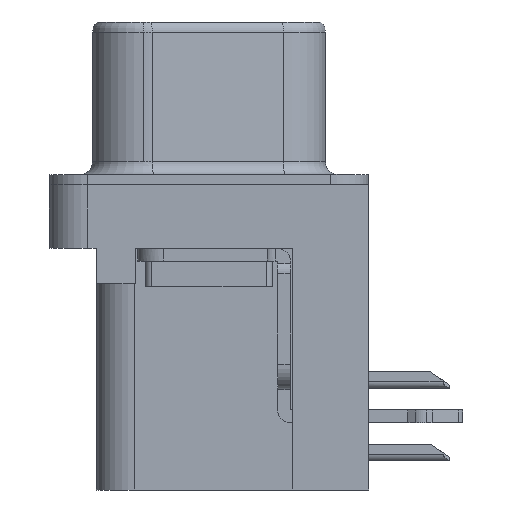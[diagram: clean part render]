
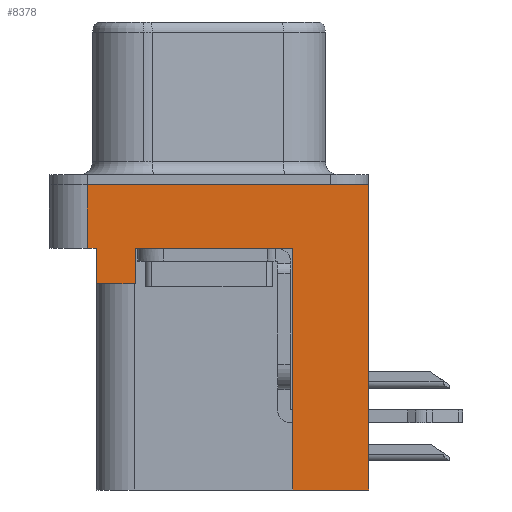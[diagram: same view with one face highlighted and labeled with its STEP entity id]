
A CAD part, left-side view. The second image highlights one B-rep face of the part: STEP entity #8378.
In plain terms, the highlighted planar face has unit normal (-1, 0, 0).
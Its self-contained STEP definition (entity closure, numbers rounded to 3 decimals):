
#192 = VERTEX_POINT ( 'NONE', #7954 ) ;
#278 = LINE ( 'NONE', #15445, #16627 ) ;
#294 = CARTESIAN_POINT ( 'NONE',  ( -2.935, -6.275, -12. ) ) ;
#535 = EDGE_CURVE ( 'NONE', #1892, #5098, #12668, .T. ) ;
#547 = VECTOR ( 'NONE', #3361, 1000. ) ;
#884 = VECTOR ( 'NONE', #7071, 1000. ) ;
#1208 = CARTESIAN_POINT ( 'NONE',  ( -2.935, -6.275, -2.5 ) ) ;
#1638 = CARTESIAN_POINT ( 'NONE',  ( -2.935, -6.275, 0. ) ) ;
#1680 = EDGE_CURVE ( 'NONE', #10829, #192, #11157, .T. ) ;
#1827 = VECTOR ( 'NONE', #17244, 1000. ) ;
#1892 = VERTEX_POINT ( 'NONE', #294 ) ;
#2268 = VERTEX_POINT ( 'NONE', #7686 ) ;
#2364 = LINE ( 'NONE', #16393, #13668 ) ;
#2463 = EDGE_CURVE ( 'NONE', #13384, #11346, #4285, .T. ) ;
#2517 = ORIENTED_EDGE ( 'NONE', *, *, #2463, .T. ) ;
#2550 = CARTESIAN_POINT ( 'NONE',  ( -2.935, -3.295, -12. ) ) ;
#2744 = AXIS2_PLACEMENT_3D ( 'NONE', #10722, #17310, #6494 ) ;
#3103 = EDGE_CURVE ( 'NONE', #5098, #11346, #6548, .T. ) ;
#3165 = CARTESIAN_POINT ( 'NONE',  ( -2.935, 4.775, -2.5 ) ) ;
#3361 = DIRECTION ( 'NONE',  ( 0., 1., 0. ) ) ;
#3531 = LINE ( 'NONE', #11823, #1827 ) ;
#3635 = CARTESIAN_POINT ( 'NONE',  ( -2.935, 4.425, -3.9 ) ) ;
#3699 = CARTESIAN_POINT ( 'NONE',  ( -2.935, -6.275, 0. ) ) ;
#4010 = LINE ( 'NONE', #1638, #5878 ) ;
#4156 = EDGE_CURVE ( 'NONE', #2268, #13893, #4010, .T. ) ;
#4285 = LINE ( 'NONE', #12127, #11557 ) ;
#4584 = VECTOR ( 'NONE', #15544, 1000. ) ;
#4896 = VECTOR ( 'NONE', #9329, 1000. ) ;
#5098 = VERTEX_POINT ( 'NONE', #2550 ) ;
#5771 = VECTOR ( 'NONE', #10391, 1000. ) ;
#5802 = ORIENTED_EDGE ( 'NONE', *, *, #6344, .F. ) ;
#5840 = EDGE_CURVE ( 'NONE', #9471, #13384, #3531, .T. ) ;
#5878 = VECTOR ( 'NONE', #8232, 1000. ) ;
#6084 = DIRECTION ( 'NONE',  ( 0., 0., 1. ) ) ;
#6344 = EDGE_CURVE ( 'NONE', #9471, #10829, #14583, .T. ) ;
#6431 = FACE_OUTER_BOUND ( 'NONE', #10890, .T. ) ;
#6458 = CARTESIAN_POINT ( 'NONE',  ( -2.935, 2.895, -3.9 ) ) ;
#6494 = DIRECTION ( 'NONE',  ( 0., 0., 1. ) ) ;
#6548 = LINE ( 'NONE', #12267, #884 ) ;
#6554 = ORIENTED_EDGE ( 'NONE', *, *, #9755, .T. ) ;
#7021 = CARTESIAN_POINT ( 'NONE',  ( -2.935, 2.895, -2.5 ) ) ;
#7071 = DIRECTION ( 'NONE',  ( 0., 0., 1. ) ) ;
#7417 = ORIENTED_EDGE ( 'NONE', *, *, #4156, .F. ) ;
#7549 = ORIENTED_EDGE ( 'NONE', *, *, #535, .F. ) ;
#7686 = CARTESIAN_POINT ( 'NONE',  ( -2.935, 4.775, 0. ) ) ;
#7790 = ORIENTED_EDGE ( 'NONE', *, *, #5840, .T. ) ;
#7954 = CARTESIAN_POINT ( 'NONE',  ( -2.935, 4.425, -2.5 ) ) ;
#8145 = DIRECTION ( 'NONE',  ( 0., -1., 0. ) ) ;
#8232 = DIRECTION ( 'NONE',  ( 0., -1., 0. ) ) ;
#8378 = ADVANCED_FACE ( 'NONE', ( #6431 ), #12016, .T. ) ;
#8942 = CARTESIAN_POINT ( 'NONE',  ( -2.935, 4.425, -3.9 ) ) ;
#9329 = DIRECTION ( 'NONE',  ( 0., 0., 1. ) ) ;
#9471 = VERTEX_POINT ( 'NONE', #6458 ) ;
#9755 = EDGE_CURVE ( 'NONE', #15499, #192, #2364, .T. ) ;
#9998 = CARTESIAN_POINT ( 'NONE',  ( -2.935, -3.295, -12. ) ) ;
#10311 = ORIENTED_EDGE ( 'NONE', *, *, #3103, .F. ) ;
#10391 = DIRECTION ( 'NONE',  ( 0., 0., 1. ) ) ;
#10683 = ORIENTED_EDGE ( 'NONE', *, *, #1680, .F. ) ;
#10722 = CARTESIAN_POINT ( 'NONE',  ( -2.935, -6.275, -2.5 ) ) ;
#10829 = VERTEX_POINT ( 'NONE', #3635 ) ;
#10890 = EDGE_LOOP ( 'NONE', ( #7417, #15823, #6554, #10683, #5802, #7790, #2517, #10311, #7549, #17184 ) ) ;
#10897 = DIRECTION ( 'NONE',  ( 0., -1., 0. ) ) ;
#11010 = EDGE_CURVE ( 'NONE', #1892, #13893, #11111, .T. ) ;
#11111 = LINE ( 'NONE', #1208, #4896 ) ;
#11157 = LINE ( 'NONE', #8942, #5771 ) ;
#11346 = VERTEX_POINT ( 'NONE', #15337 ) ;
#11557 = VECTOR ( 'NONE', #8145, 1000. ) ;
#11823 = CARTESIAN_POINT ( 'NONE',  ( -2.935, 2.895, -3.9 ) ) ;
#12016 = PLANE ( 'NONE',  #2744 ) ;
#12127 = CARTESIAN_POINT ( 'NONE',  ( -2.935, -6.275, -2.5 ) ) ;
#12267 = CARTESIAN_POINT ( 'NONE',  ( -2.935, -3.295, -12. ) ) ;
#12668 = LINE ( 'NONE', #9998, #547 ) ;
#12999 = CARTESIAN_POINT ( 'NONE',  ( -2.935, 4.425, -3.9 ) ) ;
#13384 = VERTEX_POINT ( 'NONE', #7021 ) ;
#13668 = VECTOR ( 'NONE', #10897, 1000. ) ;
#13893 = VERTEX_POINT ( 'NONE', #3699 ) ;
#14583 = LINE ( 'NONE', #12999, #4584 ) ;
#15337 = CARTESIAN_POINT ( 'NONE',  ( -2.935, -3.295, -2.5 ) ) ;
#15445 = CARTESIAN_POINT ( 'NONE',  ( -2.935, 4.775, -2.5 ) ) ;
#15499 = VERTEX_POINT ( 'NONE', #3165 ) ;
#15506 = EDGE_CURVE ( 'NONE', #15499, #2268, #278, .T. ) ;
#15544 = DIRECTION ( 'NONE',  ( 0., 1., 0. ) ) ;
#15823 = ORIENTED_EDGE ( 'NONE', *, *, #15506, .F. ) ;
#16393 = CARTESIAN_POINT ( 'NONE',  ( -2.935, -6.275, -2.5 ) ) ;
#16627 = VECTOR ( 'NONE', #6084, 1000. ) ;
#17184 = ORIENTED_EDGE ( 'NONE', *, *, #11010, .T. ) ;
#17244 = DIRECTION ( 'NONE',  ( 0., 0., 1. ) ) ;
#17310 = DIRECTION ( 'NONE',  ( -1., 0., 0. ) ) ;
